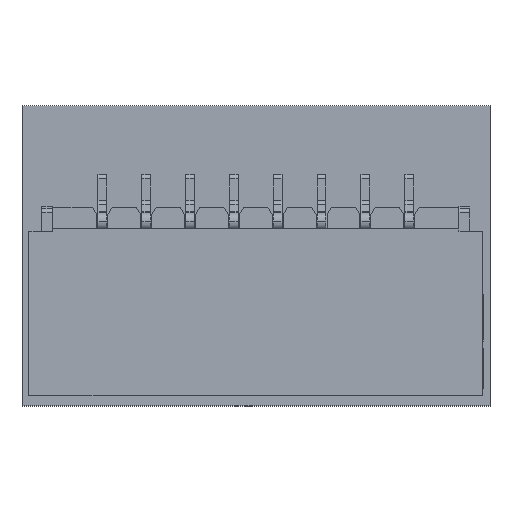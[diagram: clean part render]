
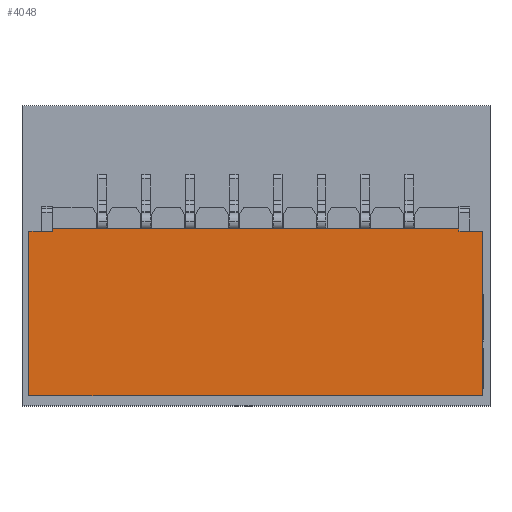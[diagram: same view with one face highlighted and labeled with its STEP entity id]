
A CAD part, top view. The second image highlights one B-rep face of the part: STEP entity #4048.
In plain terms, the highlighted planar face has unit normal (0, 0, 1).
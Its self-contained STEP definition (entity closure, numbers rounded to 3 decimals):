
#2103 = VERTEX_POINT('',#2104);
#2104 = CARTESIAN_POINT('',(5.17,0.994,3.14
    ));
#2110 = EDGE_CURVE('',#2111,#2103,#2113,.T.);
#2111 = VERTEX_POINT('',#2112);
#2112 = CARTESIAN_POINT('',(5.17,-2.756,
    3.14));
#2113 = LINE('',#2114,#2115);
#2114 = CARTESIAN_POINT('',(5.17,-2.756,
    3.14));
#2115 = VECTOR('',#2116,1.);
#2116 = DIRECTION('',(0.,1.,0.));
#3262 = VERTEX_POINT('',#3263);
#3263 = CARTESIAN_POINT('',(4.63,0.994,3.14
    ));
#3269 = EDGE_CURVE('',#3262,#2103,#3270,.T.);
#3270 = LINE('',#3271,#3272);
#3271 = CARTESIAN_POINT('',(4.63,0.994,3.14
    ));
#3272 = VECTOR('',#3273,1.);
#3273 = DIRECTION('',(1.,0.,0.));
#4048 = ADVANCED_FACE('',(#4049),#4099,.F.);
#4049 = FACE_BOUND('',#4050,.T.);
#4050 = EDGE_LOOP('',(#4051,#4059,#4067,#4075,#4083,#4091,#4097,#4098));
#4051 = ORIENTED_EDGE('',*,*,#4052,.T.);
#4052 = EDGE_CURVE('',#3262,#4053,#4055,.T.);
#4053 = VERTEX_POINT('',#4054);
#4054 = CARTESIAN_POINT('',(4.63,1.044,3.14)
  );
#4055 = LINE('',#4056,#4057);
#4056 = CARTESIAN_POINT('',(4.63,0.994,3.14
    ));
#4057 = VECTOR('',#4058,1.);
#4058 = DIRECTION('',(0.,1.,0.));
#4059 = ORIENTED_EDGE('',*,*,#4060,.F.);
#4060 = EDGE_CURVE('',#4061,#4053,#4063,.T.);
#4061 = VERTEX_POINT('',#4062);
#4062 = CARTESIAN_POINT('',(-4.64,1.044,3.14
    ));
#4063 = LINE('',#4064,#4065);
#4064 = CARTESIAN_POINT('',(0.37,1.044,3.14)
  );
#4065 = VECTOR('',#4066,1.);
#4066 = DIRECTION('',(1.,0.,0.));
#4067 = ORIENTED_EDGE('',*,*,#4068,.F.);
#4068 = EDGE_CURVE('',#4069,#4061,#4071,.T.);
#4069 = VERTEX_POINT('',#4070);
#4070 = CARTESIAN_POINT('',(-4.64,0.994,
    3.14));
#4071 = LINE('',#4072,#4073);
#4072 = CARTESIAN_POINT('',(-4.64,0.994,
    3.14));
#4073 = VECTOR('',#4074,1.);
#4074 = DIRECTION('',(0.,1.,0.));
#4075 = ORIENTED_EDGE('',*,*,#4076,.T.);
#4076 = EDGE_CURVE('',#4069,#4077,#4079,.T.);
#4077 = VERTEX_POINT('',#4078);
#4078 = CARTESIAN_POINT('',(-5.18,0.994,
    3.14));
#4079 = LINE('',#4080,#4081);
#4080 = CARTESIAN_POINT('',(-4.64,0.994,
    3.14));
#4081 = VECTOR('',#4082,1.);
#4082 = DIRECTION('',(-1.,0.,0.));
#4083 = ORIENTED_EDGE('',*,*,#4084,.F.);
#4084 = EDGE_CURVE('',#4085,#4077,#4087,.T.);
#4085 = VERTEX_POINT('',#4086);
#4086 = CARTESIAN_POINT('',(-5.18,-2.756,
    3.14));
#4087 = LINE('',#4088,#4089);
#4088 = CARTESIAN_POINT('',(-5.18,-2.756,
    3.14));
#4089 = VECTOR('',#4090,1.);
#4090 = DIRECTION('',(0.,1.,0.));
#4091 = ORIENTED_EDGE('',*,*,#4092,.F.);
#4092 = EDGE_CURVE('',#2111,#4085,#4093,.T.);
#4093 = LINE('',#4094,#4095);
#4094 = CARTESIAN_POINT('',(-5.18,-2.756,
    3.14));
#4095 = VECTOR('',#4096,1.);
#4096 = DIRECTION('',(-1.,0.,0.));
#4097 = ORIENTED_EDGE('',*,*,#2110,.T.);
#4098 = ORIENTED_EDGE('',*,*,#3269,.F.);
#4099 = PLANE('',#4100);
#4100 = AXIS2_PLACEMENT_3D('',#4101,#4102,#4103);
#4101 = CARTESIAN_POINT('',(-5.18,-2.756,
    3.14));
#4102 = DIRECTION('',(0.,0.,-1.));
#4103 = DIRECTION('',(0.,1.,0.));
